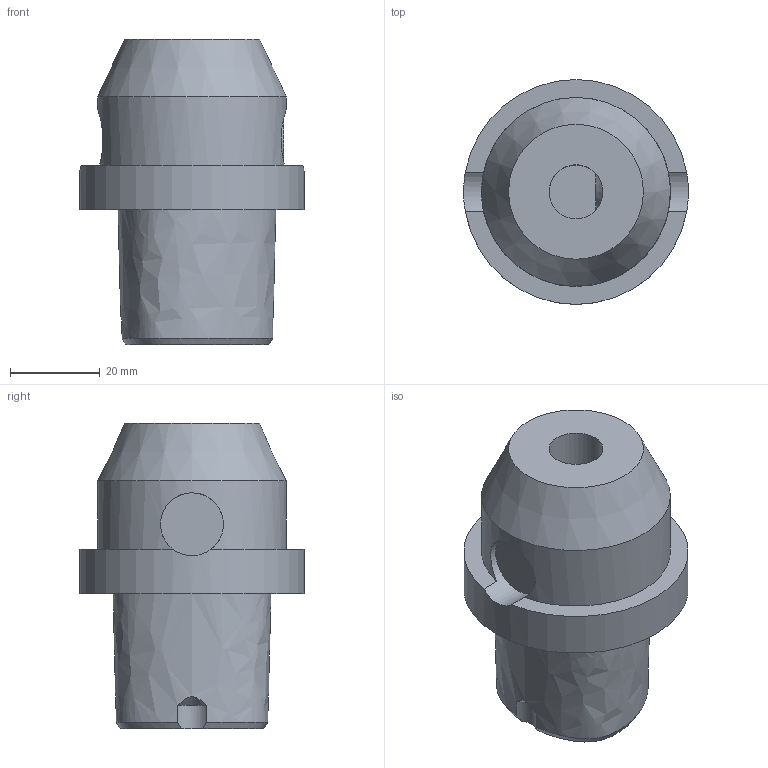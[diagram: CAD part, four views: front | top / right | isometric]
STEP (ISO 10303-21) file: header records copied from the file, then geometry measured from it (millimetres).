
FILE_DESCRIPTION(/* description */ (''),/* implementation_level */ '2;1');
FILE_NAME(/* name */ '10011289108nxv000_00_214.stp',/* time_stamp */ '2022-02-21T14:16:13+01:00',/* author */ (''),/* organization */ (''),/* preprocessor_version */ 'ST-DEVELOPER v16.7',/* originating_system */ 'SIEMENS PLM Software NX 12.0',/* authorisation */ '');
FILE_SCHEMA (('AUTOMOTIVE_DESIGN { 1 0 10303 214 3 1 1 1 }'));
Length unit declared in the file: millimetre
Products named in the file (1): 10011289108nxv000_00
Bounding box: 50 x 50 x 68 mm (x, y, z)
Volume: 75798.8 mm3; surface area: 13302 mm2
Topology: 1 solids, 1 shells, 23 faces, 53 edges, 35 vertices
Faces by surface type: plane 10, cylinder 7, cone 4, bspline 2
Full cylindrical faces by diameter (mm): 12 x2, 14 x2, 42 x1, 50 x1
Entity records: 1019 total; most frequent: CARTESIAN_POINT 583, DIRECTION 82, ORIENTED_EDGE 68, AXIS2_PLACEMENT_3D 39, EDGE_LOOP 37, EDGE_CURVE 34, FACE_BOUND 27, VERTEX_POINT 27
